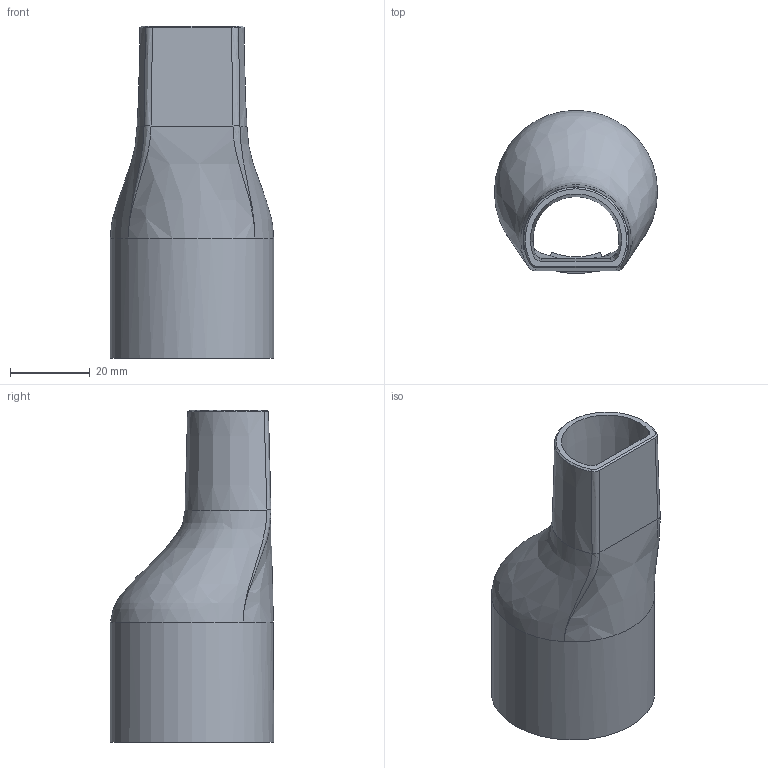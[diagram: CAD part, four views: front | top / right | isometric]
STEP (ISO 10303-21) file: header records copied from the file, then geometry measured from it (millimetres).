
FILE_DESCRIPTION(/* description */ (''),/* implementation_level */ '2;1');
FILE_NAME(/* name */ 'Biscuit-Joiner Dust Adapter v2.step',/* time_stamp */ '2021-11-07T09:59:52+01:00',/* author */ (''),/* organization */ (''),/* preprocessor_version */ 'ST-DEVELOPER v18.1',/* originating_system */ 'Autodesk Translation Framework v10.10.0.1391',/* authorisation */ '');
FILE_SCHEMA (('AUTOMOTIVE_DESIGN { 1 0 10303 214 3 1 1 }'));
Length unit declared in the file: millimetre
Products named in the file (1): Biscuit-Joiner Dust Adapter
Bounding box: 40.8 x 40.8 x 83 mm (x, y, z)
Volume: 20621.9 mm3; surface area: 17169.4 mm2
Topology: 1 solids, 1 shells, 44 faces, 112 edges, 69 vertices
Faces by surface type: bspline 18, plane 14, cone 7, cylinder 5
Full cylindrical faces by diameter (mm): 36 x1, 40.8 x1
Entity records: 2175 total; most frequent: CARTESIAN_POINT 1201, ORIENTED_EDGE 216, DIRECTION 152, EDGE_CURVE 108, VERTEX_POINT 69, AXIS2_PLACEMENT_3D 54, EDGE_LOOP 49, FACE_OUTER_BOUND 44
